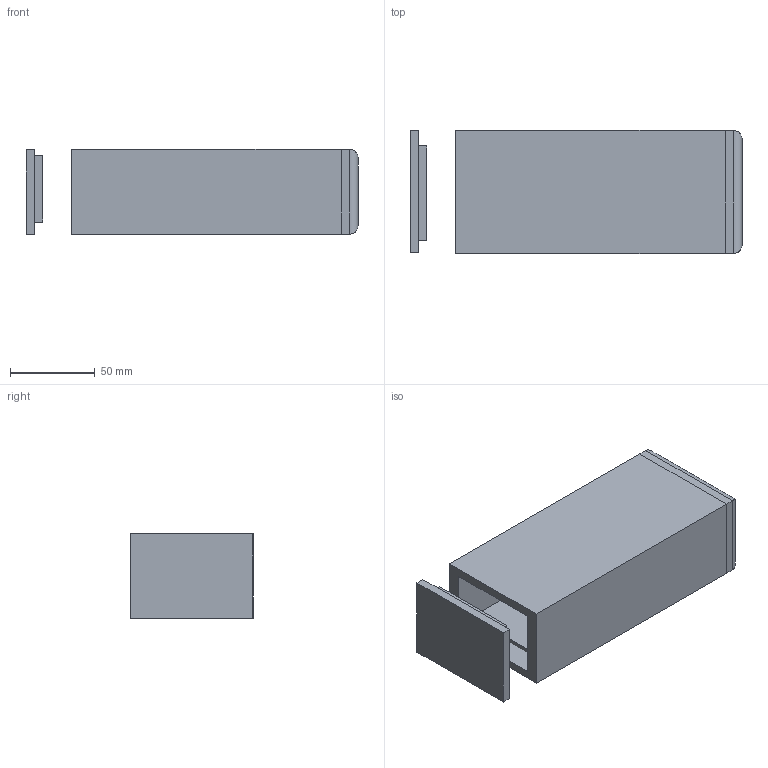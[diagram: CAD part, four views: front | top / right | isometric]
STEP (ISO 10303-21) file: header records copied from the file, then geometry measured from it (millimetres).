
FILE_DESCRIPTION(/* description */ ('STEP AP242','CAx-IF Rec.Pracs.---Representation and Presentation of Product Manufacturing Information (PMI)---4.0---2014-10-13','CAx-IF Rec.Pracs.---3D Tessellated Geometry---0.4---2014-09-14','2;1'),/* implementation_level */ '2;1');
FILE_NAME(/* name */ '68657964bf88b24b0bad8023',/* time_stamp */ '2025-07-02T18:24:36Z',/* author */ (''),/* organization */ (''),/* preprocessor_version */ 'ST-DEVELOPER v20',/* originating_system */ 'ONSHAPE BY PTC INC, 1.200',/* authorisation */ ' ');
FILE_SCHEMA (('AP242_MANAGED_MODEL_BASED_3D_ENGINEERING_MIM_LF { 1 0 10303 442 1 1 4 }'));
Length unit declared in the file: metre
Products named in the file (6): Assembly 1; Part 1
Assembly tree (5 placements, depth 2):
  Assembly 1
    Part 1
    Part 1
    Part 1
    Part 1
    Part 1
Bounding box: 195.83 x 72.49 x 50.22 mm (x, y, z)
Volume: 283942.1 mm3; surface area: 104726.9 mm2
Topology: 5 solids, 5 shells, 56 faces, 134 edges, 88 vertices
Faces by surface type: plane 52, cylinder 4
Entity records: 1745 total; most frequent: CARTESIAN_POINT 284, ORIENTED_EDGE 268, DIRECTION 262, EDGE_CURVE 134, LINE 130, VECTOR 130, VERTEX_POINT 88, AXIS2_PLACEMENT_3D 66
